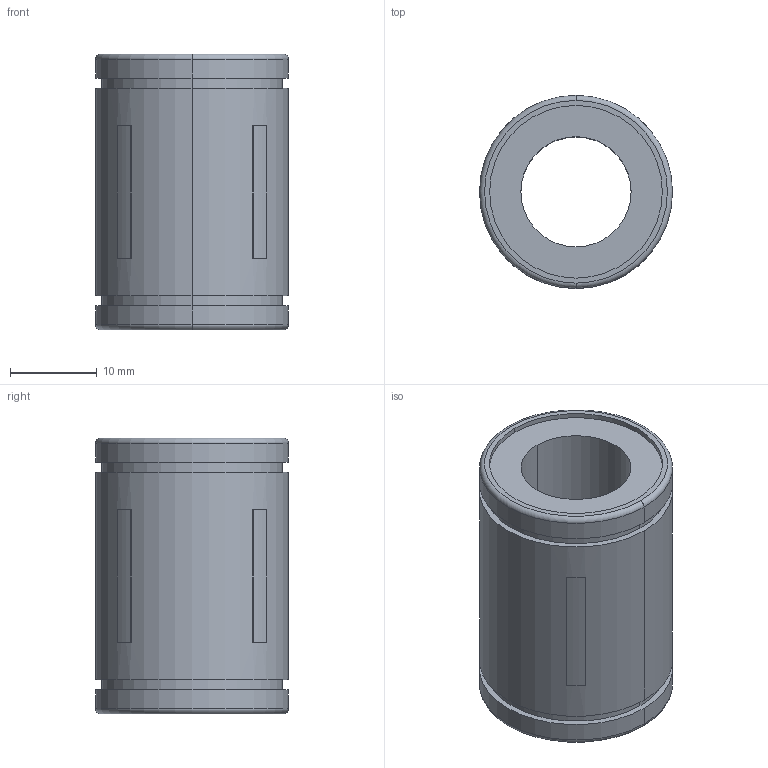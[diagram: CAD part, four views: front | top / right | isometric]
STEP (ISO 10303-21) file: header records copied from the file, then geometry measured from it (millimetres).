
FILE_DESCRIPTION (( 'STEP AP214' ), '1' );
FILE_NAME ('BallBearing_3E4BAAD5EB.step', '2022-07-19T19:58:43', ( '' ), ( '' ), 'SwSTEP 2.0', 'SolidWorks 2019', '' );
FILE_SCHEMA (( 'AUTOMOTIVE_DESIGN' ));
Length unit declared in the file: inch
Products named in the file (3): sPXpXZyGv6_CADModel_0; BallBearing_3E4BAAD5EB
Assembly tree (1 placements, depth 2):
  sPXpXZyGv6_CADModel_0
  BallBearing_3E4BAAD5EB
    sPXpXZyGv6_CADModel_0
Bounding box: 22.23 x 22.23 x 31.75 mm (x, y, z)
Volume: 7958.8 mm3; surface area: 4176.4 mm2
Topology: 1 solids, 1 shells, 48 faces, 104 edges, 68 vertices
Faces by surface type: plane 24, cylinder 20, torus 4
Entity records: 2049 total; most frequent: DIRECTION 266, CARTESIAN_POINT 225, ORIENTED_EDGE 208, AXIS2_PLACEMENT_3D 109, EDGE_CURVE 104, VERTEX_POINT 68, EDGE_LOOP 60, CIRCLE 56
